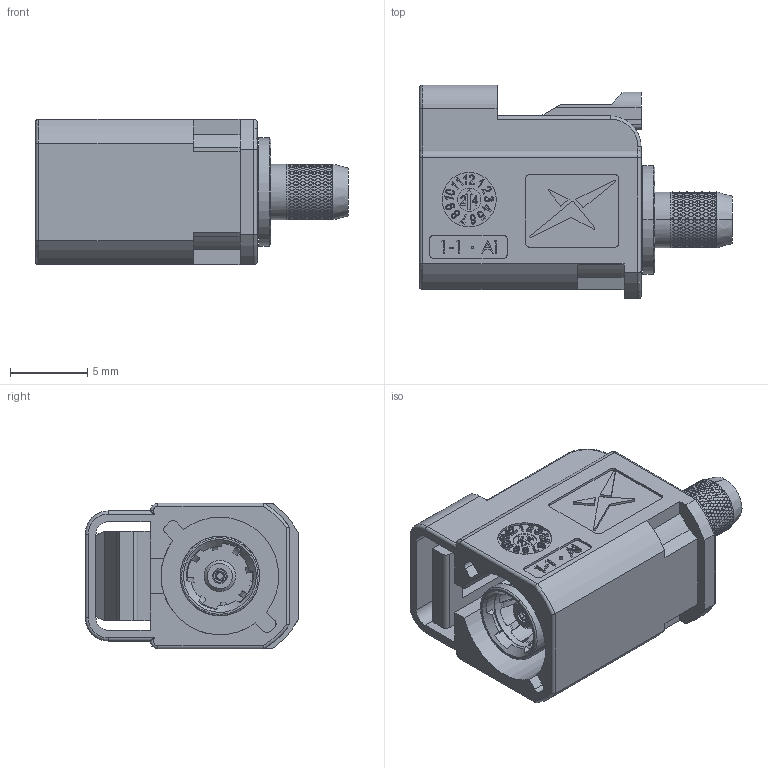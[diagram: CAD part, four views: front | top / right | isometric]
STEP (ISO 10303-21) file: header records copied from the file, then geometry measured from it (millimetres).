
FILE_DESCRIPTION (( 'STEP AP214' ), '1' );
FILE_NAME ('3D CON.001075-FAKRA Gen 2 Code C Jack-TGC302-WEB.STEP', '2024-08-16T10:35:06', ( '' ), ( '' ), 'SwSTEP 2.0', 'SolidWorks 2022', '' );
FILE_SCHEMA (( 'AUTOMOTIVE_DESIGN' ));
Length unit declared in the file: millimetre
Products named in the file (1): 3D CON.001075-FAKRA Gen 2 Code C Jack-TGC302-WEB
Bounding box: 20.2 x 13.8 x 9.4 mm (x, y, z)
Volume: 1054.5 mm3; surface area: 1733.6 mm2
Topology: 1 solids, 1 shells, 4066 faces, 8872 edges, 4824 vertices
Faces by surface type: bspline 2926, cylinder 721, plane 378, cone 27, torus 14
Entity records: 123618 total; most frequent: CARTESIAN_POINT 60909, ORIENTED_EDGE 17744, EDGE_CURVE 8872, VERTEX_POINT 4824, DIRECTION 4512, EDGE_LOOP 4122, ADVANCED_FACE 4066, FACE_OUTER_BOUND 4066
